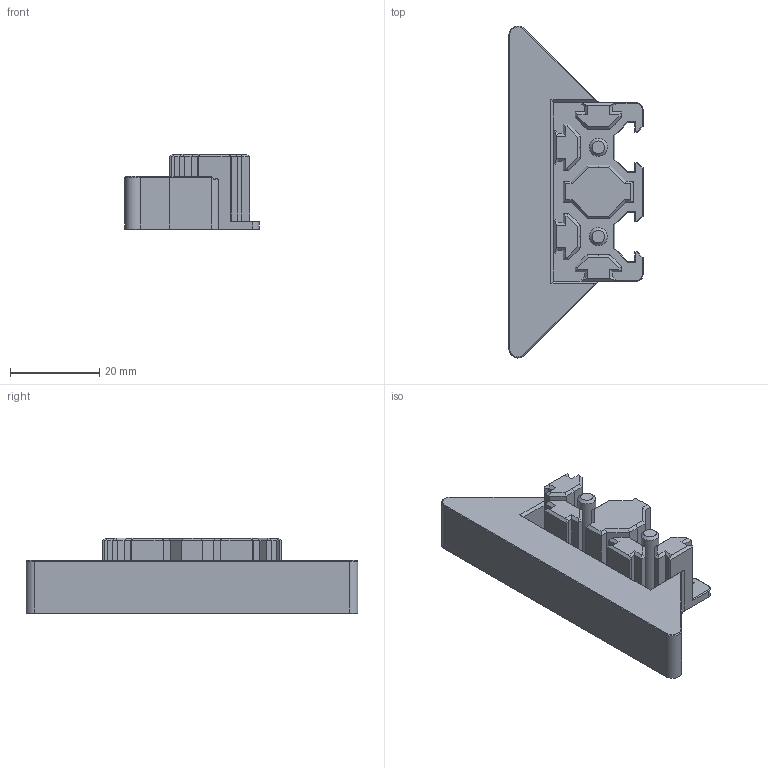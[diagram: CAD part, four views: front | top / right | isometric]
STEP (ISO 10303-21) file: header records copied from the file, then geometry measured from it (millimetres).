
FILE_DESCRIPTION(/* description */ (''),/* implementation_level */ '2;1');
FILE_NAME(/* name */ '2040 Stabilizing End Cap v4.step',/* time_stamp */ '2024-03-29T21:35:29-05:00',/* author */ (''),/* organization */ (''),/* preprocessor_version */ 'ST-DEVELOPER v20',/* originating_system */ 'Autodesk Translation Framework v12.20.1.177',/* authorisation */ '');
FILE_SCHEMA (('AUTOMOTIVE_DESIGN { 1 0 10303 214 3 1 1 }'));
Length unit declared in the file: millimetre
Products named in the file (1): 2040 Stabilizing End Cap
Bounding box: 30 x 74.29 x 17 mm (x, y, z)
Volume: 16084.3 mm3; surface area: 7667.7 mm2
Topology: 1 solids, 1 shells, 280 faces, 681 edges, 406 vertices
Faces by surface type: plane 258, cone 14, cylinder 8
Full cylindrical faces by diameter (mm): 4 x2
Entity records: 7883 total; most frequent: CARTESIAN_POINT 1372, ORIENTED_EDGE 1362, DIRECTION 1271, EDGE_CURVE 681, LINE 649, VECTOR 649, VERTEX_POINT 406, AXIS2_PLACEMENT_3D 311
